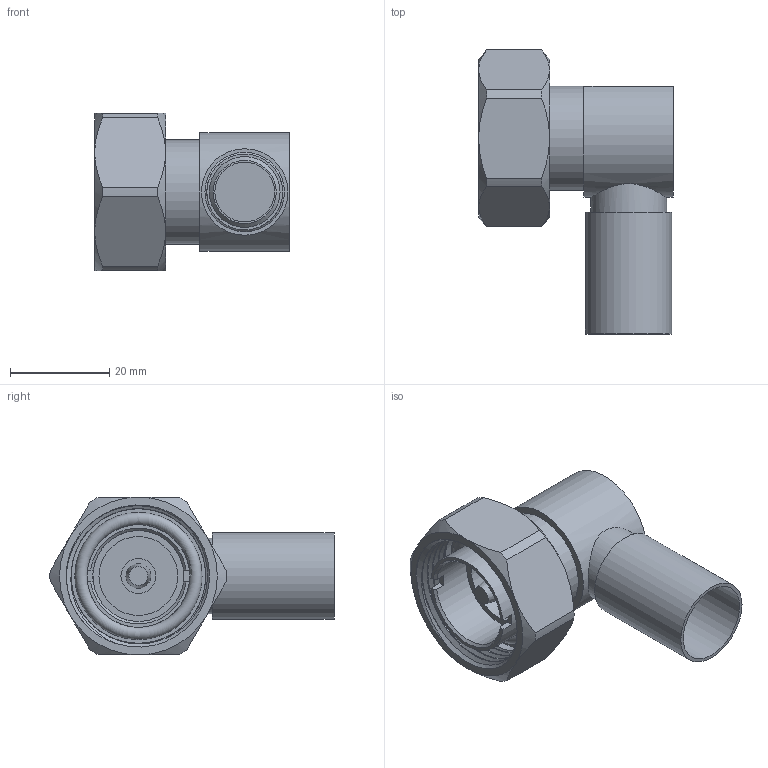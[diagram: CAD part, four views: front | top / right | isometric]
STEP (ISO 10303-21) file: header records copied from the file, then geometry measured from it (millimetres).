
FILE_DESCRIPTION (( 'STEP AP214' ), '1' );
FILE_NAME ('PE45640_3D.STEP', '2022-04-08T15:37:52', ( '' ), ( '' ), 'SwSTEP 2.0', 'SolidWorks 2021', '' );
FILE_SCHEMA (( 'AUTOMOTIVE_DESIGN' ));
Length unit declared in the file: inch
Products named in the file (1): PE45640_3D
Bounding box: 39.2 x 57.15 x 31.75 mm (x, y, z)
Volume: 18616.8 mm3; surface area: 12808.6 mm2
Topology: 2 solids, 3 shells, 79 faces, 179 edges, 117 vertices
Faces by surface type: plane 33, cylinder 23, cone 18, bspline 3, torus 2
Full cylindrical faces by diameter (mm): 5 x1, 7.01 x1, 12 x1, 14.224 x1, 15.24 x1, 15.85 x1, 16 x1, 17.4 x1, 18.3 x1, 20.6 x2, 21 x1, 23.876 x1, 24.384 x1, 29.076 x1
Entity records: 3360 total; most frequent: CARTESIAN_POINT 1707, DIRECTION 329, ORIENTED_EDGE 294, AXIS2_PLACEMENT_3D 148, EDGE_CURVE 147, EDGE_LOOP 113, VERTEX_POINT 104, FACE_OUTER_BOUND 96
